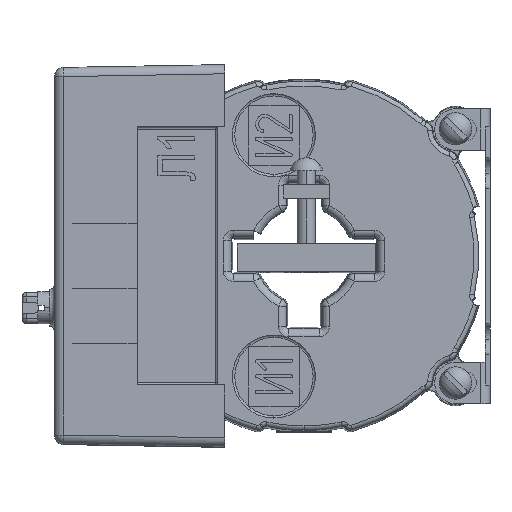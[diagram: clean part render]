
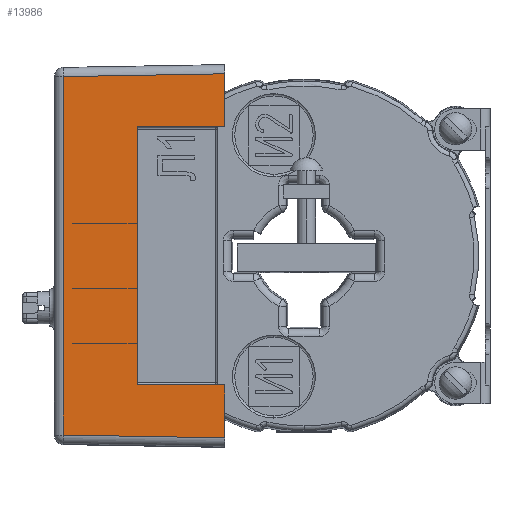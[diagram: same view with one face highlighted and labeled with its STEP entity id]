
A CAD part, top view. The second image highlights one B-rep face of the part: STEP entity #13986.
In plain terms, the highlighted planar face has unit normal (-0.018, 0, 1).
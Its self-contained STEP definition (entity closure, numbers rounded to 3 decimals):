
#3965 = CARTESIAN_POINT ( 'NONE',  ( -17.2, 28., 23.25 ) ) ;
#3980 = DIRECTION ( 'NONE',  ( -1., 0., -0.017 ) ) ;
#4034 = CARTESIAN_POINT ( 'NONE',  ( -17.2, -28., 23.25 ) ) ;
#4035 = DIRECTION ( 'NONE',  ( 1., 0., 0.017 ) ) ;
#4288 = DIRECTION ( 'NONE',  ( -1., -0.017, -0.017 ) ) ;
#4303 = CARTESIAN_POINT ( 'NONE',  ( -17.165, 39.501, 23.251 ) ) ;
#4329 = CARTESIAN_POINT ( 'NONE',  ( -17.2, 41.5, 23.25 ) ) ;
#4336 = DIRECTION ( 'NONE',  ( 0., -1., 0. ) ) ;
#4346 = CARTESIAN_POINT ( 'NONE',  ( -52.235, 41.5, 22.638 ) ) ;
#4352 = DIRECTION ( 'NONE',  ( 0., 1., 0. ) ) ;
#4396 = CARTESIAN_POINT ( 'NONE',  ( -18.613, -39.476, 23.225 ) ) ;
#4398 = DIRECTION ( 'NONE',  ( 1., -0.017, 0.017 ) ) ;
#4499 = CARTESIAN_POINT ( 'NONE',  ( -17.2, 41.5, 23.25 ) ) ;
#4500 = DIRECTION ( 'NONE',  ( 0., 1., 0. ) ) ;
#4598 = CARTESIAN_POINT ( 'NONE',  ( -36.237, 28., 22.918 ) ) ;
#4613 = DIRECTION ( 'NONE',  ( 0., -1., 0. ) ) ;
#7797 = EDGE_CURVE ( 'NONE', #12255, #12258, #26029, .T. ) ;
#7830 = EDGE_CURVE ( 'NONE', #12278, #12304, #26080, .T. ) ;
#7931 = EDGE_CURVE ( 'NONE', #12342, #12340, #26252, .T. ) ;
#7947 = EDGE_CURVE ( 'NONE', #12350, #12304, #26292, .T. ) ;
#7952 = EDGE_CURVE ( 'NONE', #12340, #12334, #26256, .T. ) ;
#7974 = EDGE_CURVE ( 'NONE', #12334, #12350, #26315, .T. ) ;
#8029 = EDGE_CURVE ( 'NONE', #12255, #12342, #26405, .T. ) ;
#8054 = EDGE_CURVE ( 'NONE', #12258, #12278, #26449, .T. ) ;
#12255 = VERTEX_POINT ( 'NONE', #20642 ) ;
#12258 = VERTEX_POINT ( 'NONE', #20656 ) ;
#12278 = VERTEX_POINT ( 'NONE', #20734 ) ;
#12304 = VERTEX_POINT ( 'NONE', #20700 ) ;
#12334 = VERTEX_POINT ( 'NONE', #20737 ) ;
#12340 = VERTEX_POINT ( 'NONE', #20784 ) ;
#12342 = VERTEX_POINT ( 'NONE', #20785 ) ;
#12350 = VERTEX_POINT ( 'NONE', #20738 ) ;
#13986 = ADVANCED_FACE ( 'NONE', ( #23357 ), #22640, .T. ) ;
#19609 = AXIS2_PLACEMENT_3D ( 'NONE', #22604, #22606, #22605 ) ;
#20642 = CARTESIAN_POINT ( 'NONE',  ( -17.2, 28., 23.25 ) ) ;
#20656 = CARTESIAN_POINT ( 'NONE',  ( -36.237, 28., 22.918 ) ) ;
#20700 = CARTESIAN_POINT ( 'NONE',  ( -17.2, -28., 23.25 ) ) ;
#20734 = CARTESIAN_POINT ( 'NONE',  ( -36.237, -28., 22.918 ) ) ;
#20737 = CARTESIAN_POINT ( 'NONE',  ( -52.235, -38.889, 22.638 ) ) ;
#20738 = CARTESIAN_POINT ( 'NONE',  ( -17.2, -39.5, 23.25 ) ) ;
#20784 = CARTESIAN_POINT ( 'NONE',  ( -52.235, 38.889, 22.638 ) ) ;
#20785 = CARTESIAN_POINT ( 'NONE',  ( -17.2, 39.5, 23.25 ) ) ;
#22604 = CARTESIAN_POINT ( 'NONE',  ( -17.2, 41.5, 23.25 ) ) ;
#22605 = DIRECTION ( 'NONE',  ( -1., 0., -0.017 ) ) ;
#22606 = DIRECTION ( 'NONE',  ( -0.017, 0., 1. ) ) ;
#22640 = PLANE ( 'NONE',  #19609 ) ;
#23357 = FACE_OUTER_BOUND ( 'NONE', #24194, .T. ) ;
#24194 = EDGE_LOOP ( 'NONE', ( #32138, #32132, #32144, #32118, #32103, #32140, #32157, #32145 ) ) ;
#26029 = LINE ( 'NONE', #3965, #26054 ) ;
#26054 = VECTOR ( 'NONE', #3980, 1000. ) ;
#26080 = LINE ( 'NONE', #4034, #26095 ) ;
#26095 = VECTOR ( 'NONE', #4035, 1000. ) ;
#26239 = VECTOR ( 'NONE', #4288, 1000. ) ;
#26246 = VECTOR ( 'NONE', #4336, 1000. ) ;
#26252 = LINE ( 'NONE', #4303, #26239 ) ;
#26256 = LINE ( 'NONE', #4346, #26246 ) ;
#26273 = VECTOR ( 'NONE', #4398, 1000. ) ;
#26281 = VECTOR ( 'NONE', #4352, 1000. ) ;
#26292 = LINE ( 'NONE', #4329, #26281 ) ;
#26315 = LINE ( 'NONE', #4396, #26273 ) ;
#26379 = VECTOR ( 'NONE', #4500, 1000. ) ;
#26405 = LINE ( 'NONE', #4499, #26379 ) ;
#26449 = LINE ( 'NONE', #4598, #26478 ) ;
#26478 = VECTOR ( 'NONE', #4613, 1000. ) ;
#32103 = ORIENTED_EDGE ( 'NONE', *, *, #8054, .F. ) ;
#32118 = ORIENTED_EDGE ( 'NONE', *, *, #7830, .F. ) ;
#32132 = ORIENTED_EDGE ( 'NONE', *, *, #7974, .T. ) ;
#32138 = ORIENTED_EDGE ( 'NONE', *, *, #7952, .T. ) ;
#32140 = ORIENTED_EDGE ( 'NONE', *, *, #7797, .F. ) ;
#32144 = ORIENTED_EDGE ( 'NONE', *, *, #7947, .T. ) ;
#32145 = ORIENTED_EDGE ( 'NONE', *, *, #7931, .T. ) ;
#32157 = ORIENTED_EDGE ( 'NONE', *, *, #8029, .T. ) ;
